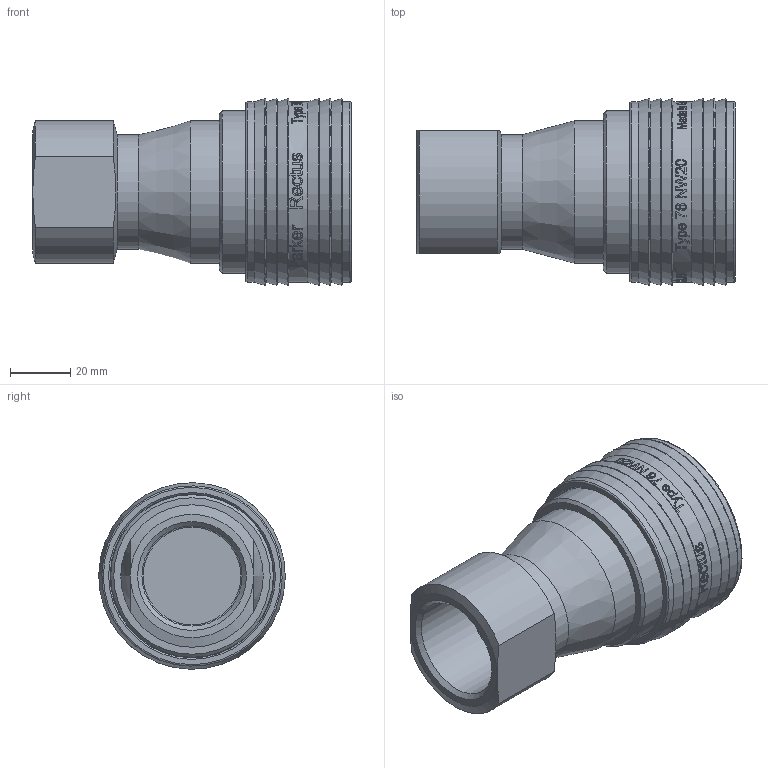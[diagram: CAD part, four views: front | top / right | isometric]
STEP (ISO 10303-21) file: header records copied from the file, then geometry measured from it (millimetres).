
FILE_DESCRIPTION((''),'2;1');
FILE_NAME('76kbiw33mpx.stp','2013-09-09T14:52:15',('IA176480'),(''),'Autodesk Inventor 2013','Autodesk Inventor 2013','');
FILE_SCHEMA(('AUTOMOTIVE_DESIGN { 1 0 10303 214 1 1 1 1 }'));
Length unit declared in the file: millimetre
Products named in the file (1): D107769
Bounding box: 105.76 x 61.98 x 61.98 mm (x, y, z)
Volume: 181400.5 mm3; surface area: 37837.8 mm2
Topology: 2 solids, 2 shells, 615 faces, 1618 edges, 1071 vertices
Faces by surface type: bspline 330, plane 185, cylinder 66, cone 19, torus 15
Full cylindrical faces by diameter (mm): 33.249 x1, 38 x1, 40.6 x1, 47.3 x1, 49 x2, 49.5 x1, 50.538 x1, 54 x2, 54.4 x1, 59.897 x1, 60 x2
Entity records: 90401 total; most frequent: CARTESIAN_POINT 77223, ORIENTED_EDGE 3138, EDGE_CURVE 1569, DIRECTION 1480, VERTEX_POINT 1064, B_SPLINE_CURVE_WITH_KNOTS 820, EDGE_LOOP 725, FACE_OUTER_BOUND 615
